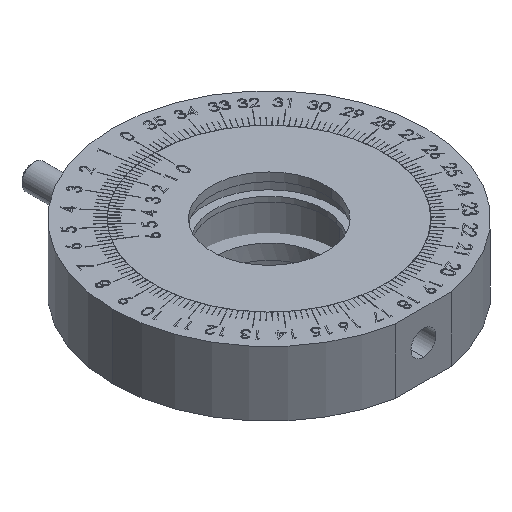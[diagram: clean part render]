
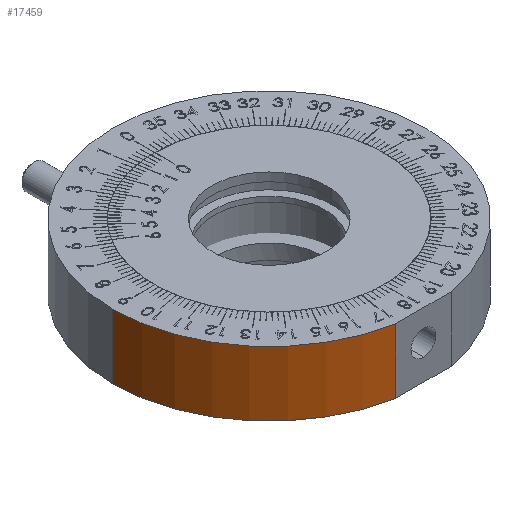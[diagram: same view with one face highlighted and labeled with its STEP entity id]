
A CAD part, isometric view. The second image highlights one B-rep face of the part: STEP entity #17459.
In plain terms, the highlighted cylindrical face has radius 31.5 mm (diameter 63 mm), a partial arc.
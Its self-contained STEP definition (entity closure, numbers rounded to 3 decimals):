
#391 = FACE_OUTER_BOUND ( 'NONE', #1243, .T. ) ;
#610 = EDGE_CURVE ( 'NONE', #10253, #23803, #21682, .T. ) ;
#1243 = EDGE_LOOP ( 'NONE', ( #14491, #12540, #4036, #5412 ) ) ;
#1577 = DIRECTION ( 'NONE',  ( 0., 0., 1. ) ) ;
#1756 = CARTESIAN_POINT ( 'NONE',  ( -19.315, 15.226, 6.5 ) ) ;
#2340 = CARTESIAN_POINT ( 'NONE',  ( 6.594, -15.774, 6.5 ) ) ;
#2620 = LINE ( 'NONE', #2340, #6576 ) ;
#4036 = ORIENTED_EDGE ( 'NONE', *, *, #17776, .T. ) ;
#4534 = DIRECTION ( 'NONE',  ( 0., 0., 1. ) ) ;
#4780 = CARTESIAN_POINT ( 'NONE',  ( 6.594, -15.774, 6.5 ) ) ;
#5148 = VERTEX_POINT ( 'NONE', #4780 ) ;
#5412 = ORIENTED_EDGE ( 'NONE', *, *, #16809, .T. ) ;
#6312 = CARTESIAN_POINT ( 'NONE',  ( 12.185, 15.226, -6.5 ) ) ;
#6382 = EDGE_CURVE ( 'NONE', #10253, #5148, #11484, .T. ) ;
#6576 = VECTOR ( 'NONE', #4534, 1000. ) ;
#7765 = VECTOR ( 'NONE', #10621, 1000. ) ;
#8964 = DIRECTION ( 'NONE',  ( 1., 0., 0. ) ) ;
#10253 = VERTEX_POINT ( 'NONE', #13682 ) ;
#10436 = DIRECTION ( 'NONE',  ( 1., 0., 0. ) ) ;
#10621 = DIRECTION ( 'NONE',  ( 0., 0., -1. ) ) ;
#11484 = CIRCLE ( 'NONE', #23121, 31.5 ) ;
#11632 = CIRCLE ( 'NONE', #19137, 31.5 ) ;
#12166 = AXIS2_PLACEMENT_3D ( 'NONE', #13336, #13195, #8964 ) ;
#12540 = ORIENTED_EDGE ( 'NONE', *, *, #610, .T. ) ;
#13195 = DIRECTION ( 'NONE',  ( 0., 0., -1. ) ) ;
#13336 = CARTESIAN_POINT ( 'NONE',  ( 12.185, 15.226, 6.5 ) ) ;
#13682 = CARTESIAN_POINT ( 'NONE',  ( -19.315, 15.226, 6.5 ) ) ;
#14491 = ORIENTED_EDGE ( 'NONE', *, *, #6382, .F. ) ;
#15192 = DIRECTION ( 'NONE',  ( 1., 0., 0. ) ) ;
#16809 = EDGE_CURVE ( 'NONE', #22810, #5148, #2620, .T. ) ;
#17459 = ADVANCED_FACE ( 'NONE', ( #391 ), #22500, .T. ) ;
#17776 = EDGE_CURVE ( 'NONE', #23803, #22810, #11632, .T. ) ;
#18966 = CARTESIAN_POINT ( 'NONE',  ( -19.315, 15.226, -6.5 ) ) ;
#19137 = AXIS2_PLACEMENT_3D ( 'NONE', #6312, #27226, #15192 ) ;
#21682 = LINE ( 'NONE', #1756, #7765 ) ;
#21818 = CARTESIAN_POINT ( 'NONE',  ( 6.594, -15.774, -6.5 ) ) ;
#22500 = CYLINDRICAL_SURFACE ( 'NONE', #12166, 31.5 ) ;
#22810 = VERTEX_POINT ( 'NONE', #21818 ) ;
#23121 = AXIS2_PLACEMENT_3D ( 'NONE', #25880, #1577, #10436 ) ;
#23803 = VERTEX_POINT ( 'NONE', #18966 ) ;
#25880 = CARTESIAN_POINT ( 'NONE',  ( 12.185, 15.226, 6.5 ) ) ;
#27226 = DIRECTION ( 'NONE',  ( 0., 0., 1. ) ) ;
